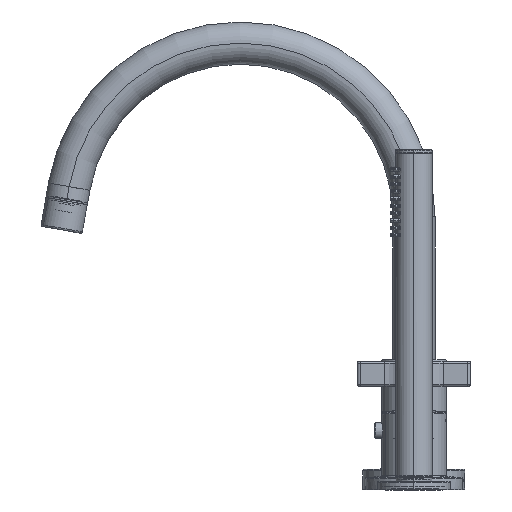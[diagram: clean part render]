
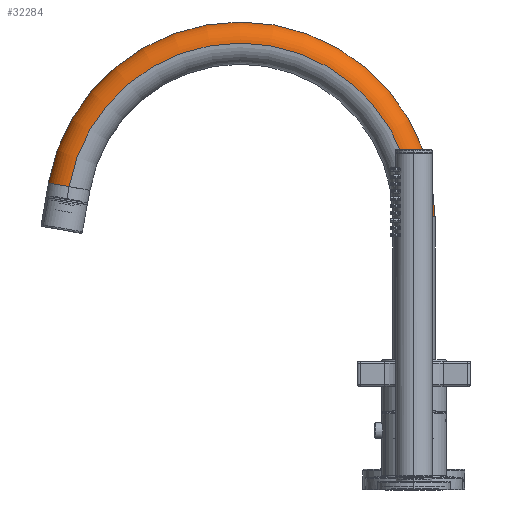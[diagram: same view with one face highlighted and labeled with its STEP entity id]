
A CAD part, left-side view. The second image highlights one B-rep face of the part: STEP entity #32284.
In plain terms, the highlighted toroidal (fillet/blend) face has major radius 107 mm and minor radius 13 mm.
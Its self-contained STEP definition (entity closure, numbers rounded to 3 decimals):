
#32171=CARTESIAN_POINT('Vertex',(-13.,0.,267.4)) ;
#32185=CARTESIAN_POINT('Vertex',(0.,-13.,267.4)) ;
#32188=CARTESIAN_POINT('Axis2P3D Location',(0.,0.,267.4)) ;
#32234=CARTESIAN_POINT('Axis2P3D Location',(0.,107.,267.4)) ;
#32238=CARTESIAN_POINT('Vertex',(0.,225.177,288.238)) ;
#32261=CARTESIAN_POINT('Axis2P3D Location',(0.,107.,267.4)) ;
#32266=CARTESIAN_POINT('Axis2P3D Location',(0.,212.374,285.98)) ;
#32270=CARTESIAN_POINT('Vertex',(-13.,212.374,285.98)) ;
#32273=CARTESIAN_POINT('Axis2P3D Location',(-13.,107.,267.4)) ;
#32189=DIRECTION('Axis2P3D Direction',(0.,0.,1.)) ;
#32235=DIRECTION('Axis2P3D Direction',(1.,0.,-0.)) ;
#32262=DIRECTION('Axis2P3D Direction',(1.,0.,0.)) ;
#32263=DIRECTION('Axis2P3D XDirection',(0.,0.985,0.174)) ;
#32267=DIRECTION('Axis2P3D Direction',(0.,0.174,-0.985)) ;
#32274=DIRECTION('Axis2P3D Direction',(1.,0.,-0.)) ;
#32190=AXIS2_PLACEMENT_3D('Circle Axis2P3D',#32188,#32189,$) ;
#32236=AXIS2_PLACEMENT_3D('Circle Axis2P3D',#32234,#32235,$) ;
#32264=AXIS2_PLACEMENT_3D('Torus Axis2P3D',#32261,#32262,#32263) ;
#32268=AXIS2_PLACEMENT_3D('Circle Axis2P3D',#32266,#32267,$) ;
#32275=AXIS2_PLACEMENT_3D('Circle Axis2P3D',#32273,#32274,$) ;
#32191=CIRCLE('generated circle',#32190,13.) ;
#32237=CIRCLE('generated circle',#32236,120.) ;
#32269=CIRCLE('generated circle',#32268,13.) ;
#32276=CIRCLE('generated circle',#32275,107.) ;
#32265=TOROIDAL_SURFACE('homeo Torus',#32264,107.,13.) ;
#32192=EDGE_CURVE('',#32172,#32186,#32191,.T.) ;
#32240=EDGE_CURVE('',#32239,#32186,#32237,.T.) ;
#32272=EDGE_CURVE('',#32271,#32239,#32269,.T.) ;
#32277=EDGE_CURVE('',#32271,#32172,#32276,.T.) ;
#32279=ORIENTED_EDGE('',*,*,#32240,.F.) ;
#32280=ORIENTED_EDGE('',*,*,#32272,.F.) ;
#32281=ORIENTED_EDGE('',*,*,#32277,.T.) ;
#32282=ORIENTED_EDGE('',*,*,#32192,.T.) ;
#32278=EDGE_LOOP('',(#32279,#32280,#32281,#32282)) ;
#32172=VERTEX_POINT('',#32171) ;
#32186=VERTEX_POINT('',#32185) ;
#32239=VERTEX_POINT('',#32238) ;
#32271=VERTEX_POINT('',#32270) ;
#32284=ADVANCED_FACE('P42228.1\\PartBody',(#32283),#32265,.T.) ;
#32283=FACE_OUTER_BOUND('',#32278,.T.) ;
